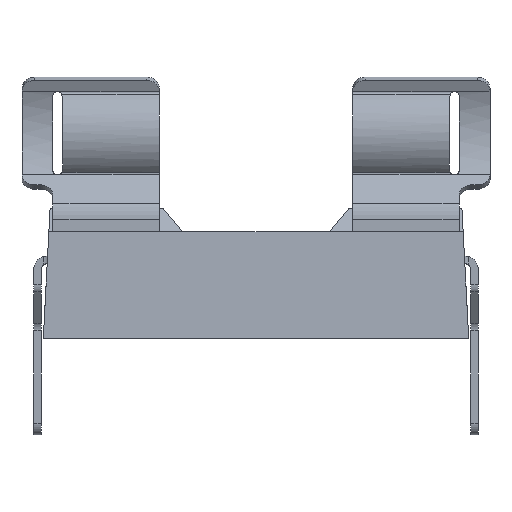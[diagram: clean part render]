
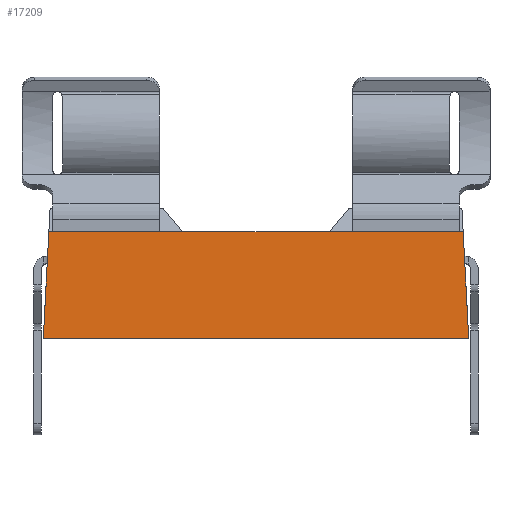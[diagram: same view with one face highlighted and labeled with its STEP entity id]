
A CAD part, front view. The second image highlights one B-rep face of the part: STEP entity #17209.
In plain terms, the highlighted planar face has unit normal (0, -0.999, 0.052).
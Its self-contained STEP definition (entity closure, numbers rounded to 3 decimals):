
#354 = VECTOR ( 'NONE', #9238, 1000. ) ;
#733 = CARTESIAN_POINT ( 'NONE',  ( 10.975, -4.475, 0.469 ) ) ;
#1675 = CARTESIAN_POINT ( 'NONE',  ( -11., -4.212, 5.5 ) ) ;
#1903 = LINE ( 'NONE', #6685, #354 ) ;
#2342 = EDGE_CURVE ( 'NONE', #12602, #16068, #9922, .T. ) ;
#3133 = DIRECTION ( 'NONE',  ( 0., -0.052, -0.999 ) ) ;
#3349 = DIRECTION ( 'NONE',  ( 1., 0., 0. ) ) ;
#5771 = EDGE_LOOP ( 'NONE', ( #7507, #16281, #18568, #9818 ) ) ;
#6685 = CARTESIAN_POINT ( 'NONE',  ( -11., -4.5, 0. ) ) ;
#7507 = ORIENTED_EDGE ( 'NONE', *, *, #2342, .T. ) ;
#8130 = CARTESIAN_POINT ( 'NONE',  ( -11., -4.5, 0. ) ) ;
#8198 = EDGE_CURVE ( 'NONE', #12247, #13989, #10454, .T. ) ;
#9238 = DIRECTION ( 'NONE',  ( -0.052, -0.052, -0.997 ) ) ;
#9818 = ORIENTED_EDGE ( 'NONE', *, *, #16287, .T. ) ;
#9882 = VECTOR ( 'NONE', #3349, 1000. ) ;
#9922 = LINE ( 'NONE', #8130, #15732 ) ;
#10454 = LINE ( 'NONE', #1675, #9882 ) ;
#10638 = AXIS2_PLACEMENT_3D ( 'NONE', #19341, #17583, #3133 ) ;
#12247 = VERTEX_POINT ( 'NONE', #12614 ) ;
#12471 = FACE_OUTER_BOUND ( 'NONE', #5771, .T. ) ;
#12602 = VERTEX_POINT ( 'NONE', #20715 ) ;
#12614 = CARTESIAN_POINT ( 'NONE',  ( -10.712, -4.212, 5.5 ) ) ;
#12972 = CARTESIAN_POINT ( 'NONE',  ( 10.712, -4.212, 5.5 ) ) ;
#13989 = VERTEX_POINT ( 'NONE', #12972 ) ;
#15000 = DIRECTION ( 'NONE',  ( 1., 0., 0. ) ) ;
#15732 = VECTOR ( 'NONE', #15000, 1000. ) ;
#15962 = CARTESIAN_POINT ( 'NONE',  ( 11., -4.5, 0. ) ) ;
#16068 = VERTEX_POINT ( 'NONE', #15962 ) ;
#16281 = ORIENTED_EDGE ( 'NONE', *, *, #20598, .F. ) ;
#16287 = EDGE_CURVE ( 'NONE', #12247, #12602, #1903, .T. ) ;
#16834 = LINE ( 'NONE', #733, #22124 ) ;
#17209 = ADVANCED_FACE ( 'NONE', ( #12471 ), #17929, .T. ) ;
#17583 = DIRECTION ( 'NONE',  ( 0., -0.999, 0.052 ) ) ;
#17929 = PLANE ( 'NONE',  #10638 ) ;
#18568 = ORIENTED_EDGE ( 'NONE', *, *, #8198, .F. ) ;
#19180 = DIRECTION ( 'NONE',  ( 0.052, -0.052, -0.997 ) ) ;
#19341 = CARTESIAN_POINT ( 'NONE',  ( -11., -4.5, 0. ) ) ;
#20598 = EDGE_CURVE ( 'NONE', #13989, #16068, #16834, .T. ) ;
#20715 = CARTESIAN_POINT ( 'NONE',  ( -11., -4.5, 0. ) ) ;
#22124 = VECTOR ( 'NONE', #19180, 1000. ) ;
